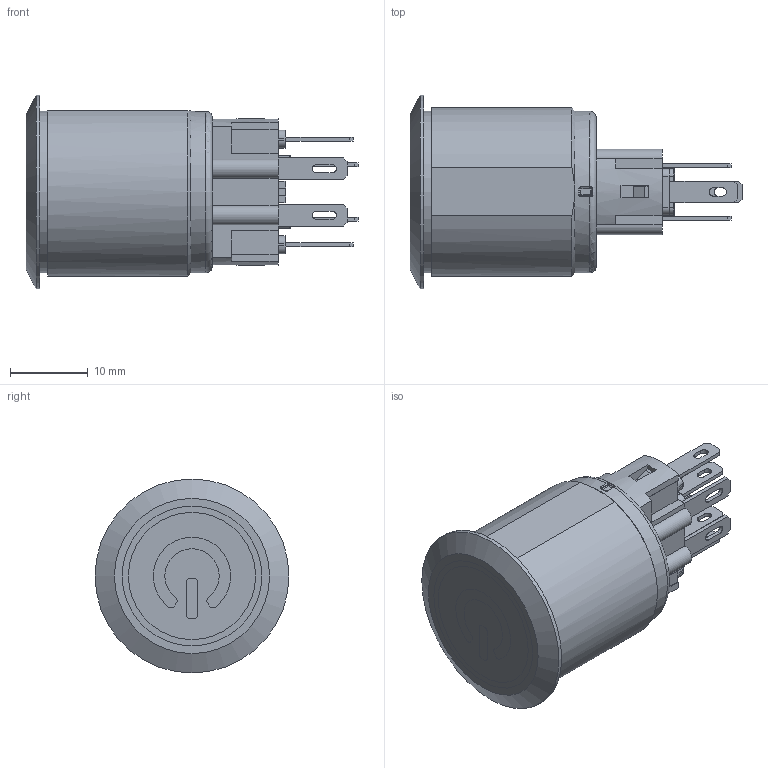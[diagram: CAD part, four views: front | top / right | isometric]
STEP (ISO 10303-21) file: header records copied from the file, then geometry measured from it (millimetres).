
FILE_DESCRIPTION(/* description */ (''),/* implementation_level */ '2;1');
FILE_NAME(/* name */ 'PV7F2Y0xx-3Rx-M03.stp',/* time_stamp */ '2023-04-20T09:58:23-05:00',/* author */ ('mwilliams'),/* organization */ (''),/* preprocessor_version */ 'ST-DEVELOPER v18',/* originating_system */ 'Autodesk Inventor 2020',/* authorisation */ '');
FILE_SCHEMA (('AUTOMOTIVE_DESIGN { 1 0 10303 214 3 1 1 }'));
Length unit declared in the file: millimetre
Products named in the file (1): PV7F2Y0xx-3Rx-M03
Bounding box: 42.8 x 25 x 25 mm (x, y, z)
Volume: 10201.9 mm3; surface area: 4262.8 mm2
Topology: 1 solids, 1 shells, 324 faces, 875 edges, 562 vertices
Faces by surface type: plane 215, cylinder 78, torus 19, bspline 6, sphere 4, cone 2
Full cylindrical faces by diameter (mm): 2 x4, 20.8 x2, 25 x1
Entity records: 10391 total; most frequent: CARTESIAN_POINT 2008, ORIENTED_EDGE 1750, DIRECTION 1718, EDGE_CURVE 875, LINE 652, VECTOR 652, VERTEX_POINT 562, AXIS2_PLACEMENT_3D 533
